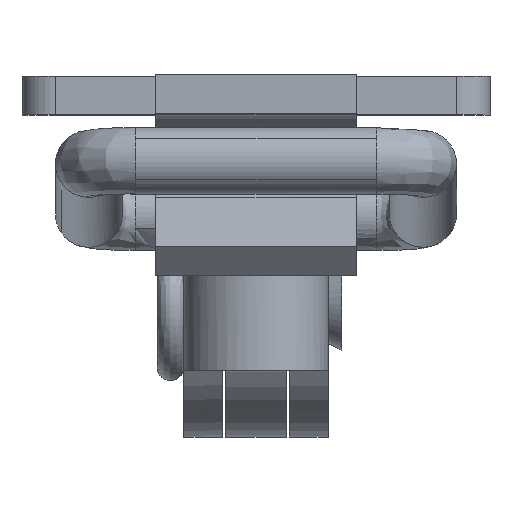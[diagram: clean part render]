
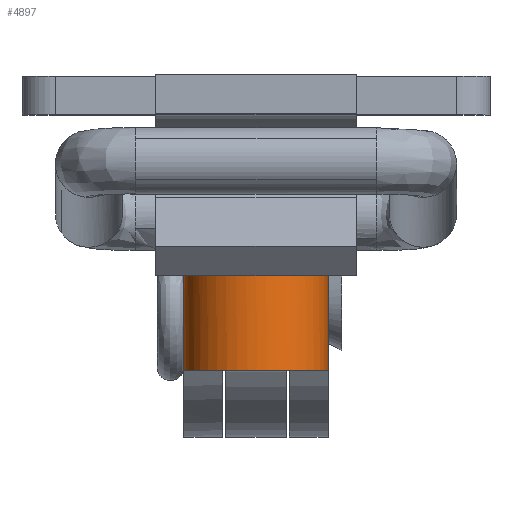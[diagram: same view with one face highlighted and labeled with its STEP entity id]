
A CAD part, top view. The second image highlights one B-rep face of the part: STEP entity #4897.
In plain terms, the highlighted free-form (B-spline) face has degree [1, 2] with [2, 5] control points.
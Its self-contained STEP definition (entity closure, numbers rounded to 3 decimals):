
#4406=CARTESIAN_POINT('',(-5.4,10.0,10.6));
#4407=VERTEX_POINT('',#4406);
#4408=CARTESIAN_POINT('',(5.4,10.0,10.6));
#4409=VERTEX_POINT('',#4408);
#4410=CARTESIAN_POINT('',(-5.4,10.0,10.6));
#4411=CARTESIAN_POINT('',(-5.4,10.,16.));
#4412=CARTESIAN_POINT('',(0.0,10.0,16.));
#4413=CARTESIAN_POINT('',(5.4,10.,16.));
#4414=CARTESIAN_POINT('',(5.4,10.0,10.6));
#4422=(BOUNDED_CURVE()B_SPLINE_CURVE(2,(#4410,#4411,#4412,#4413,#4414),.UNSPECIFIED.,.F.,.U.)B_SPLINE_CURVE_WITH_KNOTS((3,2,3),(0.0,0.5,1.0),.UNSPECIFIED.)CURVE()GEOMETRIC_REPRESENTATION_ITEM()RATIONAL_B_SPLINE_CURVE((1.0,0.707,1.0,0.707,1.0))REPRESENTATION_ITEM(''));
#4423=EDGE_CURVE('',#4407,#4409,#4422,.T.);
#4612=CARTESIAN_POINT('',(5.4,-5.0,10.6));
#4613=VERTEX_POINT('',#4612);
#4614=CARTESIAN_POINT('',(-5.4,-5.0,10.6));
#4615=VERTEX_POINT('',#4614);
#4616=CARTESIAN_POINT('',(5.4,-5.0,10.6));
#4617=CARTESIAN_POINT('',(5.4,-5.,16.));
#4618=CARTESIAN_POINT('',(0.0,-5.0,16.));
#4619=CARTESIAN_POINT('',(-5.4,-5.,16.));
#4620=CARTESIAN_POINT('',(-5.4,-5.0,10.6));
#4628=(BOUNDED_CURVE()B_SPLINE_CURVE(2,(#4616,#4617,#4618,#4619,#4620),.UNSPECIFIED.,.F.,.U.)B_SPLINE_CURVE_WITH_KNOTS((3,2,3),(0.0,0.5,1.0),.UNSPECIFIED.)CURVE()GEOMETRIC_REPRESENTATION_ITEM()RATIONAL_B_SPLINE_CURVE((1.0,0.707,1.0,0.707,1.0))REPRESENTATION_ITEM(''));
#4629=EDGE_CURVE('',#4613,#4615,#4628,.T.);
#4854=CARTESIAN_POINT('',(-5.4,-5.0,10.6));
#4855=CARTESIAN_POINT('',(-5.4,10.0,10.6));
#4856=QUASI_UNIFORM_CURVE('',1,(#4854,#4855),.UNSPECIFIED.,.F.,.U.);
#4857=EDGE_CURVE('',#4615,#4407,#4856,.T.);
#4869=CARTESIAN_POINT('',(5.4,-5.375,10.553));
#4870=CARTESIAN_POINT('',(5.4,10.384,10.553));
#4871=CARTESIAN_POINT('',(5.449,-5.375,16.145));
#4872=CARTESIAN_POINT('',(5.449,10.384,16.145));
#4873=CARTESIAN_POINT('',(-0.141,-5.375,15.998));
#4874=CARTESIAN_POINT('',(-0.141,10.384,15.998));
#4875=CARTESIAN_POINT('',(-5.731,-5.375,15.852));
#4876=CARTESIAN_POINT('',(-5.731,10.384,15.852));
#4877=CARTESIAN_POINT('',(-5.39,-5.375,10.27));
#4878=CARTESIAN_POINT('',(-5.39,10.384,10.27));
#4886=(BOUNDED_SURFACE()B_SPLINE_SURFACE(1,2,((#4869,#4871,#4873,#4875,#4877),(#4870,#4872,#4874,#4876,#4878)),.UNSPECIFIED.,.F.,.F.,.U.)B_SPLINE_SURFACE_WITH_KNOTS((2,2),(3,2,3),(0.0,15.759),(0.0,9.169,18.337),.UNSPECIFIED.)GEOMETRIC_REPRESENTATION_ITEM()RATIONAL_B_SPLINE_SURFACE(((1.0,0.695,1.0,0.695,1.0),(1.0,0.695,1.0,0.695,1.0)))REPRESENTATION_ITEM('')SURFACE());
#4887=ORIENTED_EDGE('',*,*,#4423,.F.);
#4888=ORIENTED_EDGE('',*,*,#4857,.F.);
#4889=ORIENTED_EDGE('',*,*,#4629,.F.);
#4890=CARTESIAN_POINT('',(5.4,-5.0,10.6));
#4891=CARTESIAN_POINT('',(5.4,10.0,10.6));
#4892=QUASI_UNIFORM_CURVE('',1,(#4890,#4891),.UNSPECIFIED.,.F.,.U.);
#4893=EDGE_CURVE('',#4613,#4409,#4892,.T.);
#4894=ORIENTED_EDGE('',*,*,#4893,.T.);
#4895=EDGE_LOOP('',(#4887,#4888,#4889,#4894));
#4896=FACE_OUTER_BOUND('',#4895,.T.);
#4897=ADVANCED_FACE('',(#4896),#4886,.T.);
